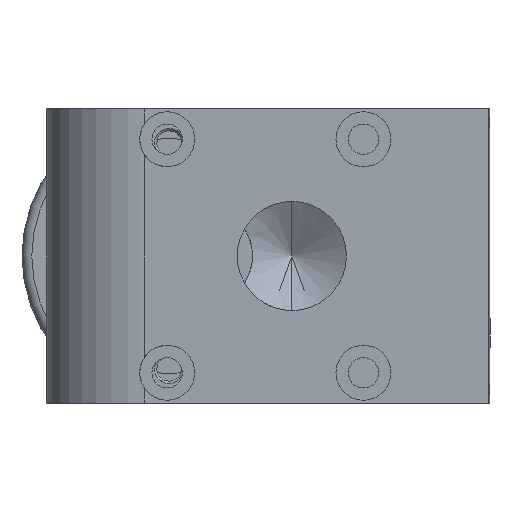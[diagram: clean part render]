
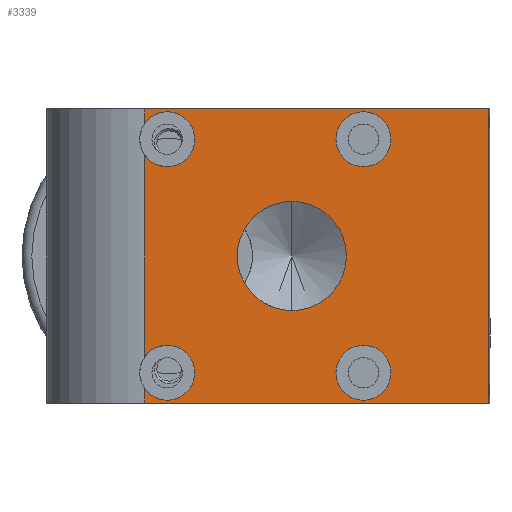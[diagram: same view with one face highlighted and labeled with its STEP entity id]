
A CAD part, left-side view. The second image highlights one B-rep face of the part: STEP entity #3339.
In plain terms, the highlighted planar face has unit normal (-1, 0, 0).
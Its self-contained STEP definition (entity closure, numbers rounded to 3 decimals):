
#3339=ADVANCED_FACE('',(#7140,#7141,#7142,#7143),#7144,.F.);
#7140=FACE_OUTER_BOUND('',#12676,.T.);
#7141=FACE_BOUND('',#12677,.T.);
#7142=FACE_BOUND('',#12678,.T.);
#7143=FACE_BOUND('',#12679,.T.);
#7144=PLANE('',#12680);
#12676=EDGE_LOOP('',(#38400,#38401,#38402,#38403,#38404,#38405,#38406,#38407,#38408,#38409,#38410,#38411));
#12677=EDGE_LOOP('',(#38412,#38413));
#12678=EDGE_LOOP('',(#38414,#38415));
#12679=EDGE_LOOP('',(#38416,#38417));
#12680=AXIS2_PLACEMENT_3D('',#38418,#38419,#38420);
#38400=ORIENTED_EDGE('',*,*,#45513,.F.);
#38401=ORIENTED_EDGE('',*,*,#45501,.F.);
#38402=ORIENTED_EDGE('',*,*,#45487,.F.);
#38403=ORIENTED_EDGE('',*,*,#45503,.F.);
#38404=ORIENTED_EDGE('',*,*,#45512,.F.);
#38405=ORIENTED_EDGE('',*,*,#45518,.T.);
#38406=ORIENTED_EDGE('',*,*,#45519,.T.);
#38407=ORIENTED_EDGE('',*,*,#45520,.T.);
#38408=ORIENTED_EDGE('',*,*,#45514,.F.);
#38409=ORIENTED_EDGE('',*,*,#45496,.F.);
#38410=ORIENTED_EDGE('',*,*,#45492,.F.);
#38411=ORIENTED_EDGE('',*,*,#45498,.F.);
#38412=ORIENTED_EDGE('',*,*,#45506,.F.);
#38413=ORIENTED_EDGE('',*,*,#45482,.F.);
#38414=ORIENTED_EDGE('',*,*,#45509,.F.);
#38415=ORIENTED_EDGE('',*,*,#45477,.F.);
#38416=ORIENTED_EDGE('',*,*,#45469,.T.);
#38417=ORIENTED_EDGE('',*,*,#45521,.T.);
#38418=CARTESIAN_POINT('',(-50.0,-32.5,15.0));
#38419=DIRECTION('',(1.0,0.0,0.));
#38420=DIRECTION('',(0.,0.0,-1.0));
#45469=EDGE_CURVE('',#52083,#52081,#52084,.T.);
#45477=EDGE_CURVE('',#52094,#52096,#52097,.T.);
#45482=EDGE_CURVE('',#52103,#52105,#52106,.T.);
#45487=EDGE_CURVE('',#52112,#52114,#52115,.T.);
#45492=EDGE_CURVE('',#52121,#52123,#52124,.T.);
#45496=EDGE_CURVE('',#52123,#52128,#52129,.T.);
#45498=EDGE_CURVE('',#52130,#52121,#52132,.T.);
#45501=EDGE_CURVE('',#52114,#52135,#52136,.T.);
#45503=EDGE_CURVE('',#52137,#52112,#52139,.T.);
#45506=EDGE_CURVE('',#52105,#52103,#52142,.T.);
#45509=EDGE_CURVE('',#52096,#52094,#52145,.T.);
#45512=EDGE_CURVE('',#52148,#52137,#52150,.T.);
#45513=EDGE_CURVE('',#52135,#52130,#52151,.T.);
#45514=EDGE_CURVE('',#52128,#52152,#52153,.T.);
#45518=EDGE_CURVE('',#52148,#52158,#52159,.T.);
#45519=EDGE_CURVE('',#52158,#52160,#52161,.T.);
#45520=EDGE_CURVE('',#52160,#52152,#52162,.T.);
#45521=EDGE_CURVE('',#52081,#52083,#52163,.T.);
#52081=VERTEX_POINT('',#62719);
#52083=VERTEX_POINT('',#62722);
#52084=CIRCLE('',#62723,5.563);
#52094=VERTEX_POINT('',#62736);
#52096=VERTEX_POINT('',#62739);
#52097=CIRCLE('',#62740,2.8);
#52103=VERTEX_POINT('',#62747);
#52105=VERTEX_POINT('',#62750);
#52106=CIRCLE('',#62751,2.8);
#52112=VERTEX_POINT('',#62758);
#52114=VERTEX_POINT('',#62761);
#52115=CIRCLE('',#62762,2.8);
#52121=VERTEX_POINT('',#62769);
#52123=VERTEX_POINT('',#62772);
#52124=CIRCLE('',#62773,2.8);
#52128=VERTEX_POINT('',#62778);
#52129=CIRCLE('',#62779,2.8);
#52130=VERTEX_POINT('',#62780);
#52132=CIRCLE('',#62795,2.8);
#52135=VERTEX_POINT('',#62798);
#52136=CIRCLE('',#62799,2.8);
#52137=VERTEX_POINT('',#62800);
#52139=CIRCLE('',#62815,2.8);
#52142=CIRCLE('',#62818,2.8);
#52145=CIRCLE('',#62821,2.8);
#52148=VERTEX_POINT('',#62824);
#52150=LINE('',#62826,#62827);
#52151=LINE('',#62828,#62829);
#52152=VERTEX_POINT('',#62830);
#52153=LINE('',#62831,#62832);
#52158=VERTEX_POINT('',#62838);
#52159=LINE('',#62839,#62840);
#52160=VERTEX_POINT('',#62841);
#52161=LINE('',#62842,#62843);
#52162=LINE('',#62844,#62845);
#52163=CIRCLE('',#62846,5.563);
#62719=CARTESIAN_POINT('',(-50.0,-12.5,-5.563));
#62722=CARTESIAN_POINT('',(-50.0,-12.5,5.563));
#62723=AXIS2_PLACEMENT_3D('',#73268,#73269,#73270);
#62736=CARTESIAN_POINT('',(-50.0,-19.8,9.1));
#62739=CARTESIAN_POINT('',(-50.0,-19.8,14.7));
#62740=AXIS2_PLACEMENT_3D('',#73278,#73279,#73280);
#62747=CARTESIAN_POINT('',(-50.0,-19.8,-14.7));
#62750=CARTESIAN_POINT('',(-50.0,-19.8,-9.1));
#62751=AXIS2_PLACEMENT_3D('',#73286,#73287,#73288);
#62758=CARTESIAN_POINT('',(-50.0,0.2,-14.7));
#62761=CARTESIAN_POINT('',(-50.0,0.2,-9.1));
#62762=AXIS2_PLACEMENT_3D('',#73294,#73295,#73296);
#62769=CARTESIAN_POINT('',(-50.0,0.2,9.1));
#62772=CARTESIAN_POINT('',(-50.0,0.2,14.7));
#62773=AXIS2_PLACEMENT_3D('',#73302,#73303,#73304);
#62778=CARTESIAN_POINT('',(-50.0,2.5,13.497));
#62779=AXIS2_PLACEMENT_3D('',#73309,#73310,#73311);
#62780=CARTESIAN_POINT('',(-50.0,2.5,10.303));
#62795=AXIS2_PLACEMENT_3D('',#73312,#73313,#73314);
#62798=CARTESIAN_POINT('',(-50.0,2.5,-10.303));
#62799=AXIS2_PLACEMENT_3D('',#73318,#73319,#73320);
#62800=CARTESIAN_POINT('',(-50.0,2.5,-13.497));
#62815=AXIS2_PLACEMENT_3D('',#73321,#73322,#73323);
#62818=AXIS2_PLACEMENT_3D('',#73327,#73328,#73329);
#62821=AXIS2_PLACEMENT_3D('',#73333,#73334,#73335);
#62824=CARTESIAN_POINT('',(-50.0,2.5,-15.0));
#62826=CARTESIAN_POINT('',(-50.0,2.5,15.0));
#62827=VECTOR('',#73339,1000.0);
#62828=CARTESIAN_POINT('',(-50.0,2.5,15.0));
#62829=VECTOR('',#73340,1000.0);
#62830=CARTESIAN_POINT('',(-50.0,2.5,15.0));
#62831=CARTESIAN_POINT('',(-50.0,2.5,15.0));
#62832=VECTOR('',#73341,1000.0);
#62838=CARTESIAN_POINT('',(-50.0,-32.5,-15.0));
#62839=CARTESIAN_POINT('',(-50.0,12.5,-15.0));
#62840=VECTOR('',#73346,1000.0);
#62841=CARTESIAN_POINT('',(-50.0,-32.5,15.0));
#62842=CARTESIAN_POINT('',(-50.0,-32.5,15.0));
#62843=VECTOR('',#73347,1000.0);
#62844=CARTESIAN_POINT('',(-50.0,12.5,15.0));
#62845=VECTOR('',#73348,1000.0);
#62846=AXIS2_PLACEMENT_3D('',#73349,#73350,#73351);
#73268=CARTESIAN_POINT('',(-50.0,-12.5,0.0));
#73269=DIRECTION('',(1.0,0.0,0.));
#73270=DIRECTION('',(0.,0.0,1.0));
#73278=CARTESIAN_POINT('',(-50.0,-19.8,11.9));
#73279=DIRECTION('',(-1.0,0.0,0.));
#73280=DIRECTION('',(0.,0.0,1.0));
#73286=CARTESIAN_POINT('',(-50.0,-19.8,-11.9));
#73287=DIRECTION('',(-1.0,0.0,0.));
#73288=DIRECTION('',(0.,0.0,1.0));
#73294=CARTESIAN_POINT('',(-50.0,0.2,-11.9));
#73295=DIRECTION('',(-1.0,0.0,0.));
#73296=DIRECTION('',(0.,0.0,1.0));
#73302=CARTESIAN_POINT('',(-50.0,0.2,11.9));
#73303=DIRECTION('',(-1.0,0.0,0.));
#73304=DIRECTION('',(0.,0.0,1.0));
#73309=CARTESIAN_POINT('',(-50.0,0.2,11.9));
#73310=DIRECTION('',(-1.0,0.0,0.));
#73311=DIRECTION('',(0.,0.0,1.0));
#73312=CARTESIAN_POINT('',(-50.0,0.2,11.9));
#73313=DIRECTION('',(-1.0,0.0,0.));
#73314=DIRECTION('',(0.,0.0,1.0));
#73318=CARTESIAN_POINT('',(-50.0,0.2,-11.9));
#73319=DIRECTION('',(-1.0,0.0,0.));
#73320=DIRECTION('',(0.,0.0,1.0));
#73321=CARTESIAN_POINT('',(-50.0,0.2,-11.9));
#73322=DIRECTION('',(-1.0,0.0,0.));
#73323=DIRECTION('',(0.,0.0,1.0));
#73327=CARTESIAN_POINT('',(-50.0,-19.8,-11.9));
#73328=DIRECTION('',(-1.0,0.0,0.));
#73329=DIRECTION('',(0.,0.0,1.0));
#73333=CARTESIAN_POINT('',(-50.0,-19.8,11.9));
#73334=DIRECTION('',(-1.0,0.0,0.));
#73335=DIRECTION('',(0.,0.0,1.0));
#73339=DIRECTION('',(0.,0.0,1.0));
#73340=DIRECTION('',(0.,0.0,1.0));
#73341=DIRECTION('',(0.,0.0,1.0));
#73346=DIRECTION('',(0.0,-1.0,0.0));
#73347=DIRECTION('',(0.,0.0,1.0));
#73348=DIRECTION('',(0.0,1.0,0.0));
#73349=CARTESIAN_POINT('',(-50.0,-12.5,0.0));
#73350=DIRECTION('',(1.0,0.0,0.));
#73351=DIRECTION('',(0.,0.0,1.0));
